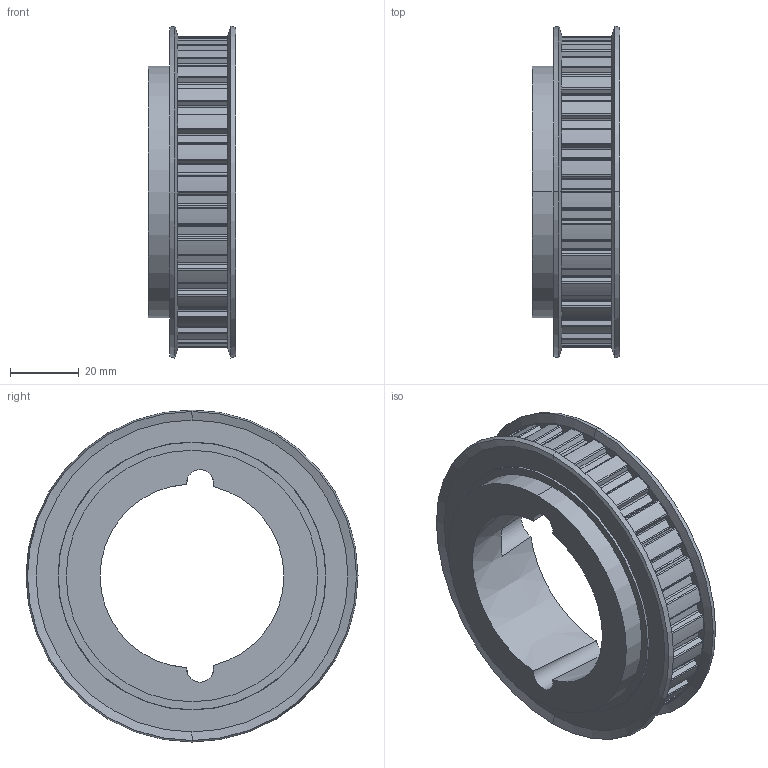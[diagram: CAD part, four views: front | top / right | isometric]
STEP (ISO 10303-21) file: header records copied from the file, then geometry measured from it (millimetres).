
FILE_DESCRIPTION (( 'STEP AP214' ), '1' );
FILE_NAME ('STL30L050AF-1610.step', '2019-07-31T13:56:57', ( '' ), ( '' ), 'SwSTEP 2.0', 'SolidWorks 2018', '' );
FILE_SCHEMA (( 'AUTOMOTIVE_DESIGN' ));
Length unit declared in the file: millimetre
Products named in the file (1): STL30L050AF-1610
Bounding box: 25.46 x 96.52 x 96.52 mm (x, y, z)
Volume: 83168 mm3; surface area: 26034.1 mm2
Topology: 1 solids, 1 shells, 303 faces, 874 edges, 580 vertices
Faces by surface type: cylinder 189, plane 100, cone 14
Entity records: 10352 total; most frequent: DIRECTION 1876, CARTESIAN_POINT 1784, ORIENTED_EDGE 1748, EDGE_CURVE 874, AXIS2_PLACEMENT_3D 704, VERTEX_POINT 580, VECTOR 468, LINE 468
